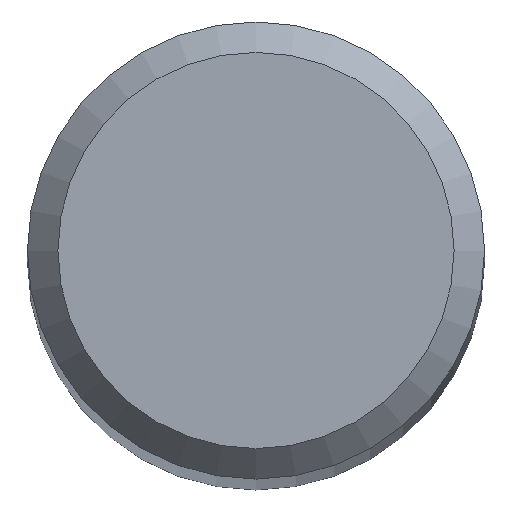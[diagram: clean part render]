
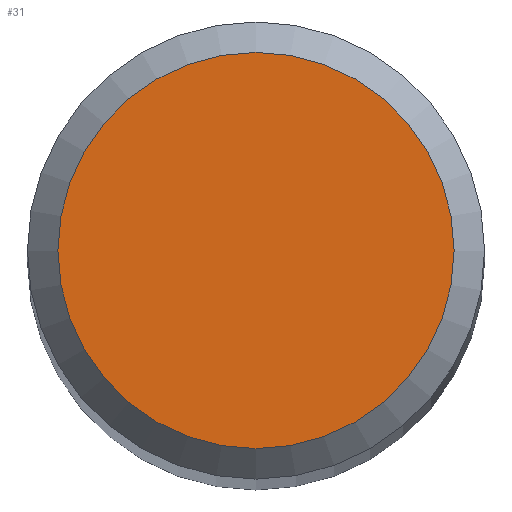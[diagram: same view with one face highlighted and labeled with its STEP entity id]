
A CAD part, top view. The second image highlights one B-rep face of the part: STEP entity #31.
In plain terms, the highlighted planar face has unit normal (0, 0, 1).
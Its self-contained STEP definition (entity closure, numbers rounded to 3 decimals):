
#4 = CARTESIAN_POINT ( 'NONE',  ( 0., 0., 30. ) ) ;
#21 = AXIS2_PLACEMENT_3D ( 'NONE', #218, #25, #84 ) ;
#25 = DIRECTION ( 'NONE',  ( 0., 0., -1. ) ) ;
#31 = ADVANCED_FACE ( 'NONE', ( #41 ), #116, .F. ) ;
#41 = FACE_OUTER_BOUND ( 'NONE', #149, .T. ) ;
#61 = CIRCLE ( 'NONE', #21, 0.65 ) ;
#79 = DIRECTION ( 'NONE',  ( 0., 1., 0. ) ) ;
#82 = DIRECTION ( 'NONE',  ( 0., 0., -1. ) ) ;
#84 = DIRECTION ( 'NONE',  ( 0., 1., 0. ) ) ;
#116 = PLANE ( 'NONE',  #200 ) ;
#149 = EDGE_LOOP ( 'NONE', ( #211 ) ) ;
#200 = AXIS2_PLACEMENT_3D ( 'NONE', #4, #82, #79 ) ;
#211 = ORIENTED_EDGE ( 'NONE', *, *, #216, .F. ) ;
#216 = EDGE_CURVE ( 'NONE', #219, #219, #61, .T. ) ;
#218 = CARTESIAN_POINT ( 'NONE',  ( 0., 0., 30. ) ) ;
#219 = VERTEX_POINT ( 'NONE', #220 ) ;
#220 = CARTESIAN_POINT ( 'NONE',  ( 0., 0.65, 30. ) ) ;
